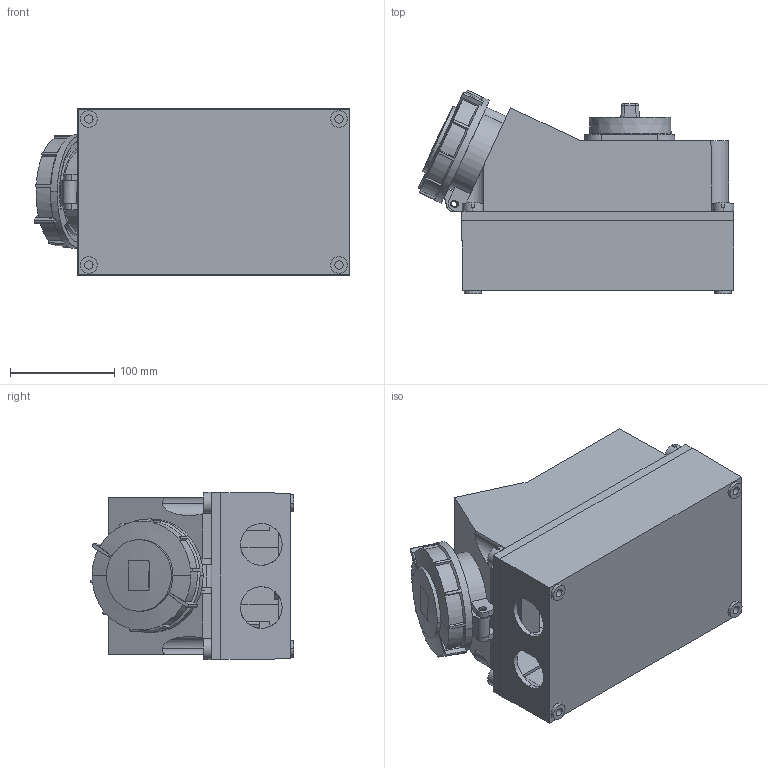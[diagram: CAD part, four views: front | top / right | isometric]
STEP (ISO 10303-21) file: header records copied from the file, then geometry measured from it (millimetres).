
FILE_DESCRIPTION (( 'STEP AP214' ), '1' );
FILE_NAME ('PSR11-063-3-5-67 Ðîçåòêà ñ ìåõ. áëîê. ÑÑÈ-833 63À-6÷ 220Â 2P+PE IP67 IEK.STEP', '2025-01-23T13:11:26', ( '' ), ( '' ), 'SwSTEP 2.0', 'SolidWorks 2022', '' );
FILE_SCHEMA (( 'AUTOMOTIVE_DESIGN' ));
Length unit declared in the file: millimetre
Products named in the file (1): PSR11-063-3-5-67 Розетка с мех. блок. ССИ-833 63А-6ч 220В 2P+PE IP67 IEK
Bounding box: 303.02 x 195.43 x 160.4 mm (x, y, z)
Volume: 1981575.5 mm3; surface area: 589430.4 mm2
Topology: 3 solids, 6 shells, 780 faces, 2105 edges, 1393 vertices
Faces by surface type: plane 438, cylinder 222, cone 67, bspline 34, torus 14, sphere 5
Entity records: 31047 total; most frequent: CARTESIAN_POINT 11631, ORIENTED_EDGE 4200, DIRECTION 3843, EDGE_CURVE 2100, VERTEX_POINT 1390, AXIS2_PLACEMENT_3D 1356, LINE 1131, VECTOR 1131
